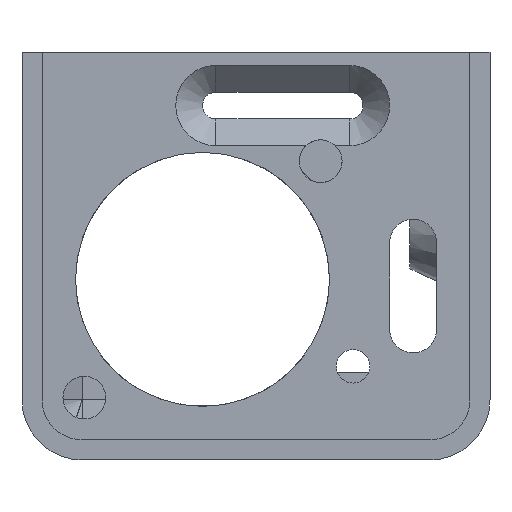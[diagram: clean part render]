
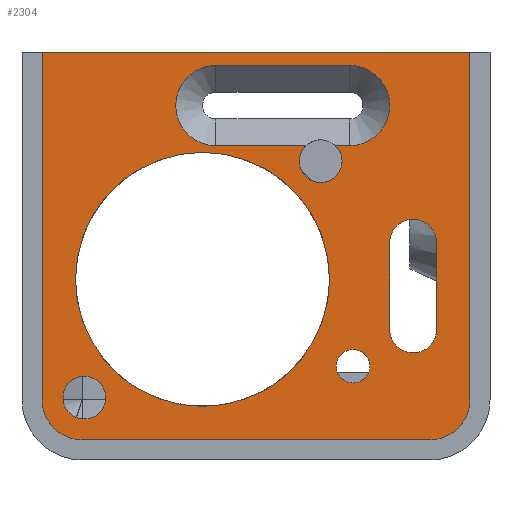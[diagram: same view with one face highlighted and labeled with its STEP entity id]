
A CAD part, front view. The second image highlights one B-rep face of the part: STEP entity #2304.
In plain terms, the highlighted planar face has unit normal (0, -1, 0).
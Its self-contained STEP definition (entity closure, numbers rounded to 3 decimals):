
#72=FACE_BOUND('',#854,.T.);
#73=FACE_BOUND('',#855,.T.);
#74=FACE_BOUND('',#856,.T.);
#75=FACE_BOUND('',#857,.T.);
#76=FACE_BOUND('',#858,.T.);
#134=PLANE('',#2521);
#276=LINE('',#3595,#509);
#279=LINE('',#3600,#512);
#281=LINE('',#3608,#514);
#302=LINE('',#3659,#535);
#316=LINE('',#3709,#549);
#321=LINE('',#3722,#554);
#325=LINE('',#3734,#558);
#328=LINE('',#3740,#561);
#336=LINE('',#3762,#569);
#509=VECTOR('',#2883,10.);
#512=VECTOR('',#2886,10.);
#514=VECTOR('',#2896,10.);
#535=VECTOR('',#2941,10.);
#549=VECTOR('',#2995,10.);
#554=VECTOR('',#3008,10.);
#558=VECTOR('',#3020,10.);
#561=VECTOR('',#3025,10.);
#569=VECTOR('',#3047,10.);
#717=FACE_OUTER_BOUND('',#853,.T.);
#853=EDGE_LOOP('',(#1914,#1915,#1916,#1917,#1918,#1919));
#854=EDGE_LOOP('',(#1920,#1921,#1922,#1923,#1924,#1925,#1926));
#855=EDGE_LOOP('',(#1927));
#856=EDGE_LOOP('',(#1928));
#857=EDGE_LOOP('',(#1929,#1930,#1931,#1932));
#858=EDGE_LOOP('',(#1933));
#966=CIRCLE('',#2466,2.999);
#968=CIRCLE('',#2471,2.999);
#971=CIRCLE('',#2478,1.6);
#973=CIRCLE('',#2480,1.6);
#975=CIRCLE('',#2487,3.);
#981=CIRCLE('',#2497,1.25);
#984=CIRCLE('',#2503,1.6);
#987=CIRCLE('',#2508,1.75);
#989=CIRCLE('',#2512,1.75);
#990=CIRCLE('',#2516,3.);
#994=CIRCLE('',#2522,9.5);
#1124=VERTEX_POINT('',#3584);
#1125=VERTEX_POINT('',#3586);
#1127=VERTEX_POINT('',#3592);
#1128=VERTEX_POINT('',#3593);
#1130=VERTEX_POINT('',#3598);
#1132=VERTEX_POINT('',#3603);
#1136=VERTEX_POINT('',#3621);
#1149=VERTEX_POINT('',#3656);
#1150=VERTEX_POINT('',#3658);
#1151=VERTEX_POINT('',#3662);
#1158=VERTEX_POINT('',#3685);
#1161=VERTEX_POINT('',#3697);
#1165=VERTEX_POINT('',#3706);
#1166=VERTEX_POINT('',#3708);
#1168=VERTEX_POINT('',#3714);
#1170=VERTEX_POINT('',#3720);
#1173=VERTEX_POINT('',#3731);
#1174=VERTEX_POINT('',#3733);
#1176=VERTEX_POINT('',#3739);
#1184=VERTEX_POINT('',#3763);
#1374=EDGE_CURVE('',#1124,#1125,#966,.T.);
#1378=EDGE_CURVE('',#1128,#1124,#276,.T.);
#1381=EDGE_CURVE('',#1130,#1127,#279,.T.);
#1383=EDGE_CURVE('',#1132,#1130,#968,.T.);
#1385=EDGE_CURVE('',#1125,#1132,#281,.T.);
#1392=EDGE_CURVE('',#1136,#1127,#971,.T.);
#1395=EDGE_CURVE('',#1128,#1136,#973,.T.);
#1411=EDGE_CURVE('',#1150,#1149,#302,.T.);
#1413=EDGE_CURVE('',#1151,#1150,#975,.T.);
#1425=EDGE_CURVE('',#1158,#1158,#981,.T.);
#1431=EDGE_CURVE('',#1161,#1161,#984,.T.);
#1436=EDGE_CURVE('',#1166,#1165,#316,.T.);
#1440=EDGE_CURVE('',#1165,#1168,#987,.T.);
#1443=EDGE_CURVE('',#1168,#1170,#321,.T.);
#1445=EDGE_CURVE('',#1170,#1166,#989,.T.);
#1449=EDGE_CURVE('',#1174,#1173,#325,.T.);
#1452=EDGE_CURVE('',#1176,#1151,#328,.T.);
#1455=EDGE_CURVE('',#1173,#1176,#990,.T.);
#1464=EDGE_CURVE('',#1149,#1174,#336,.T.);
#1465=EDGE_CURVE('',#1184,#1184,#994,.T.);
#1914=ORIENTED_EDGE('',*,*,#1411,.T.);
#1915=ORIENTED_EDGE('',*,*,#1464,.T.);
#1916=ORIENTED_EDGE('',*,*,#1449,.T.);
#1917=ORIENTED_EDGE('',*,*,#1455,.T.);
#1918=ORIENTED_EDGE('',*,*,#1452,.T.);
#1919=ORIENTED_EDGE('',*,*,#1413,.T.);
#1920=ORIENTED_EDGE('',*,*,#1378,.F.);
#1921=ORIENTED_EDGE('',*,*,#1395,.T.);
#1922=ORIENTED_EDGE('',*,*,#1392,.T.);
#1923=ORIENTED_EDGE('',*,*,#1381,.F.);
#1924=ORIENTED_EDGE('',*,*,#1383,.F.);
#1925=ORIENTED_EDGE('',*,*,#1385,.F.);
#1926=ORIENTED_EDGE('',*,*,#1374,.F.);
#1927=ORIENTED_EDGE('',*,*,#1425,.T.);
#1928=ORIENTED_EDGE('',*,*,#1431,.T.);
#1929=ORIENTED_EDGE('',*,*,#1436,.T.);
#1930=ORIENTED_EDGE('',*,*,#1440,.T.);
#1931=ORIENTED_EDGE('',*,*,#1443,.T.);
#1932=ORIENTED_EDGE('',*,*,#1445,.T.);
#1933=ORIENTED_EDGE('',*,*,#1465,.T.);
#2304=ADVANCED_FACE('',(#717,#72,#73,#74,#75,#76),#134,.F.);
#2466=AXIS2_PLACEMENT_3D('',#3587,#2874,#2875);
#2471=AXIS2_PLACEMENT_3D('',#3605,#2890,#2891);
#2478=AXIS2_PLACEMENT_3D('',#3622,#2910,#2911);
#2480=AXIS2_PLACEMENT_3D('',#3626,#2915,#2916);
#2487=AXIS2_PLACEMENT_3D('',#3663,#2945,#2946);
#2497=AXIS2_PLACEMENT_3D('',#3686,#2971,#2972);
#2503=AXIS2_PLACEMENT_3D('',#3698,#2986,#2987);
#2508=AXIS2_PLACEMENT_3D('',#3716,#3002,#3003);
#2512=AXIS2_PLACEMENT_3D('',#3725,#3013,#3014);
#2516=AXIS2_PLACEMENT_3D('',#3745,#3030,#3031);
#2521=AXIS2_PLACEMENT_3D('',#3761,#3045,#3046);
#2522=AXIS2_PLACEMENT_3D('',#3764,#3048,#3049);
#2874=DIRECTION('center_axis',(0.,-1.,0.));
#2875=DIRECTION('ref_axis',(0.,0.,-1.));
#2883=DIRECTION('',(1.,0.,0.));
#2886=DIRECTION('',(1.,0.,0.));
#2890=DIRECTION('center_axis',(0.,-1.,0.));
#2891=DIRECTION('ref_axis',(0.,0.,1.));
#2896=DIRECTION('',(-1.,0.,0.));
#2910=DIRECTION('center_axis',(0.,1.,0.));
#2911=DIRECTION('ref_axis',(1.,0.,0.));
#2915=DIRECTION('center_axis',(0.,1.,0.));
#2916=DIRECTION('ref_axis',(1.,0.,0.));
#2941=DIRECTION('',(0.,0.,1.));
#2945=DIRECTION('center_axis',(0.,-1.,0.));
#2946=DIRECTION('ref_axis',(0.,0.,1.));
#2971=DIRECTION('center_axis',(0.,1.,0.));
#2972=DIRECTION('ref_axis',(1.,0.,0.));
#2986=DIRECTION('center_axis',(0.,1.,0.));
#2987=DIRECTION('ref_axis',(1.,0.,0.));
#2995=DIRECTION('',(0.,0.,1.));
#3002=DIRECTION('center_axis',(0.,1.,0.));
#3003=DIRECTION('ref_axis',(1.,0.,0.));
#3008=DIRECTION('',(0.,0.,-1.));
#3013=DIRECTION('center_axis',(0.,1.,0.));
#3014=DIRECTION('ref_axis',(-1.,0.,0.));
#3020=DIRECTION('',(0.,0.,-1.));
#3025=DIRECTION('',(1.,0.,0.));
#3030=DIRECTION('center_axis',(0.,-1.,0.));
#3031=DIRECTION('ref_axis',(1.,0.,0.));
#3045=DIRECTION('center_axis',(0.,1.,0.));
#3046=DIRECTION('ref_axis',(0.,0.,1.));
#3047=DIRECTION('',(-1.,0.,0.));
#3048=DIRECTION('center_axis',(0.,1.,0.));
#3049=DIRECTION('ref_axis',(1.,0.,0.));
#3584=CARTESIAN_POINT('',(7.,-2.,6.001));
#3586=CARTESIAN_POINT('',(7.,-2.,11.999));
#3587=CARTESIAN_POINT('Origin',(7.,-2.,9.));
#3592=CARTESIAN_POINT('',(3.739,-2.,6.001));
#3593=CARTESIAN_POINT('',(5.939,-2.,6.001));
#3595=CARTESIAN_POINT('',(3.5,-2.,6.001));
#3598=CARTESIAN_POINT('',(-3.,-2.,6.001));
#3600=CARTESIAN_POINT('',(3.5,-2.,6.001));
#3603=CARTESIAN_POINT('',(-3.,-2.,11.999));
#3605=CARTESIAN_POINT('Origin',(-3.,-2.,9.));
#3608=CARTESIAN_POINT('',(-1.5,-2.,11.999));
#3621=CARTESIAN_POINT('',(3.239,-2.,4.839));
#3622=CARTESIAN_POINT('Origin',(4.839,-2.,4.839));
#3626=CARTESIAN_POINT('Origin',(4.839,-2.,4.839));
#3656=CARTESIAN_POINT('',(16.,-2.,13.));
#3658=CARTESIAN_POINT('',(16.,-2.,-13.));
#3659=CARTESIAN_POINT('',(16.,-2.,-7.625));
#3662=CARTESIAN_POINT('',(13.,-2.,-16.));
#3663=CARTESIAN_POINT('Origin',(13.,-2.,-13.));
#3685=CARTESIAN_POINT('',(6.008,-2.,-10.5));
#3686=CARTESIAN_POINT('Origin',(7.258,-2.,-10.5));
#3697=CARTESIAN_POINT('',(-14.439,-2.,-12.839));
#3698=CARTESIAN_POINT('Origin',(-12.839,-2.,-12.839));
#3706=CARTESIAN_POINT('',(10.,-2.,-1.25));
#3708=CARTESIAN_POINT('',(10.,-2.,-7.75));
#3709=CARTESIAN_POINT('',(10.,-2.,-5.));
#3714=CARTESIAN_POINT('',(13.5,-2.,-1.25));
#3716=CARTESIAN_POINT('Origin',(11.75,-2.,-1.25));
#3720=CARTESIAN_POINT('',(13.5,-2.,-7.75));
#3722=CARTESIAN_POINT('',(13.5,-2.,-1.75));
#3725=CARTESIAN_POINT('Origin',(11.75,-2.,-7.75));
#3731=CARTESIAN_POINT('',(-16.,-2.,-13.));
#3733=CARTESIAN_POINT('',(-16.,-2.,13.));
#3734=CARTESIAN_POINT('',(-16.,-2.,5.375));
#3739=CARTESIAN_POINT('',(-13.,-2.,-16.));
#3740=CARTESIAN_POINT('',(-6.5,-2.,-16.));
#3745=CARTESIAN_POINT('Origin',(-13.,-2.,-13.));
#3761=CARTESIAN_POINT('Origin',(0.,-2.,-2.25));
#3762=CARTESIAN_POINT('',(-17.5,-2.,13.));
#3763=CARTESIAN_POINT('',(-13.5,-2.,-4.));
#3764=CARTESIAN_POINT('Origin',(-4.,-2.,-4.));
